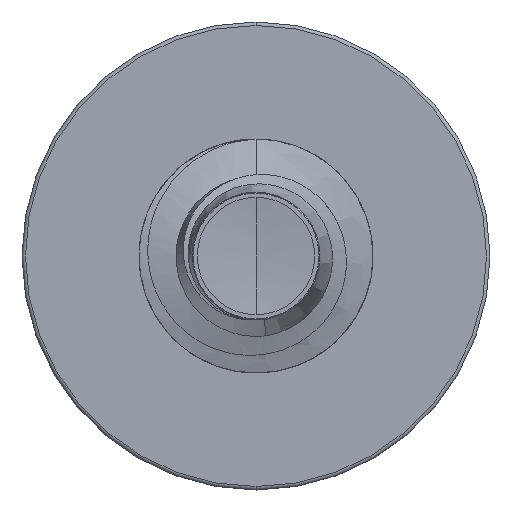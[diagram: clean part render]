
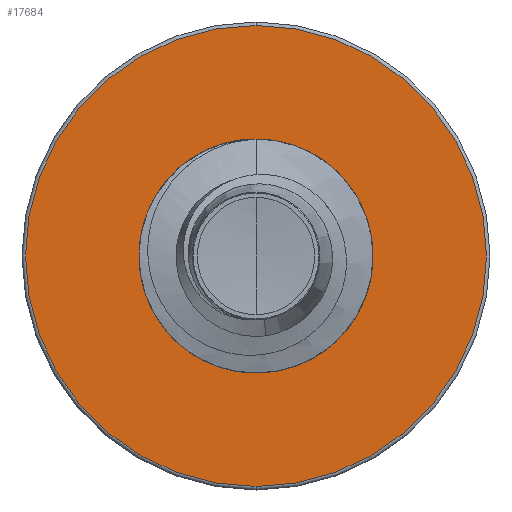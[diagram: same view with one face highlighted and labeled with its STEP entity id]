
A CAD part, front view. The second image highlights one B-rep face of the part: STEP entity #17684.
In plain terms, the highlighted planar face has unit normal (0, -1, 0).
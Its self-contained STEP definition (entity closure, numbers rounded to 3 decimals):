
#128 = ORIENTED_EDGE ( 'NONE', *, *, #16600, .F. ) ;
#1558 = AXIS2_PLACEMENT_3D ( 'NONE', #5745, #11114, #18739 ) ;
#1846 = VERTEX_POINT ( 'NONE', #2289 ) ;
#2289 = CARTESIAN_POINT ( 'NONE',  ( 0., 11., -1.989 ) ) ;
#2583 = FACE_OUTER_BOUND ( 'NONE', #16297, .T. ) ;
#3164 = CARTESIAN_POINT ( 'NONE',  ( 0., 11., 3.94 ) ) ;
#3562 = VERTEX_POINT ( 'NONE', #13845 ) ;
#4077 = CARTESIAN_POINT ( 'NONE',  ( 0., 11., 0. ) ) ;
#5212 = AXIS2_PLACEMENT_3D ( 'NONE', #4077, #15137, #6139 ) ;
#5254 = AXIS2_PLACEMENT_3D ( 'NONE', #11322, #18849, #12757 ) ;
#5326 = CIRCLE ( 'NONE', #7025, 1.989 ) ;
#5745 = CARTESIAN_POINT ( 'NONE',  ( 0., 11., -1.989 ) ) ;
#5798 = ORIENTED_EDGE ( 'NONE', *, *, #16599, .T. ) ;
#6139 = DIRECTION ( 'NONE',  ( 0., 0., 1. ) ) ;
#6346 = CARTESIAN_POINT ( 'NONE',  ( 0., 11., -3.94 ) ) ;
#7025 = AXIS2_PLACEMENT_3D ( 'NONE', #8041, #17124, #9787 ) ;
#7439 = FACE_BOUND ( 'NONE', #8370, .T. ) ;
#7865 = AXIS2_PLACEMENT_3D ( 'NONE', #16625, #8912, #17534 ) ;
#8041 = CARTESIAN_POINT ( 'NONE',  ( 0., 11., 0. ) ) ;
#8079 = CIRCLE ( 'NONE', #5254, 1.989 ) ;
#8370 = EDGE_LOOP ( 'NONE', ( #5798, #14248 ) ) ;
#8912 = DIRECTION ( 'NONE',  ( 0., 1., 0. ) ) ;
#9787 = DIRECTION ( 'NONE',  ( 0., 0., 1. ) ) ;
#11114 = DIRECTION ( 'NONE',  ( 0., 1., 0. ) ) ;
#11303 = VERTEX_POINT ( 'NONE', #6346 ) ;
#11322 = CARTESIAN_POINT ( 'NONE',  ( 0., 11., 0. ) ) ;
#11463 = VERTEX_POINT ( 'NONE', #3164 ) ;
#12063 = CIRCLE ( 'NONE', #7865, 3.94 ) ;
#12445 = PLANE ( 'NONE',  #1558 ) ;
#12757 = DIRECTION ( 'NONE',  ( 0., 0., 1. ) ) ;
#13845 = CARTESIAN_POINT ( 'NONE',  ( 0., 11., 1.989 ) ) ;
#14248 = ORIENTED_EDGE ( 'NONE', *, *, #15721, .T. ) ;
#15137 = DIRECTION ( 'NONE',  ( 0., 1., 0. ) ) ;
#15462 = CIRCLE ( 'NONE', #5212, 3.94 ) ;
#15721 = EDGE_CURVE ( 'NONE', #1846, #3562, #5326, .T. ) ;
#16290 = EDGE_CURVE ( 'NONE', #11463, #11303, #12063, .T. ) ;
#16297 = EDGE_LOOP ( 'NONE', ( #18756, #128 ) ) ;
#16599 = EDGE_CURVE ( 'NONE', #3562, #1846, #8079, .T. ) ;
#16600 = EDGE_CURVE ( 'NONE', #11303, #11463, #15462, .T. ) ;
#16625 = CARTESIAN_POINT ( 'NONE',  ( 0., 11., 0. ) ) ;
#17124 = DIRECTION ( 'NONE',  ( 0., 1., 0. ) ) ;
#17534 = DIRECTION ( 'NONE',  ( 0., 0., 1. ) ) ;
#17684 = ADVANCED_FACE ( 'NONE', ( #2583, #7439 ), #12445, .F. ) ;
#18739 = DIRECTION ( 'NONE',  ( 0., 0., 1. ) ) ;
#18756 = ORIENTED_EDGE ( 'NONE', *, *, #16290, .F. ) ;
#18849 = DIRECTION ( 'NONE',  ( 0., 1., 0. ) ) ;
